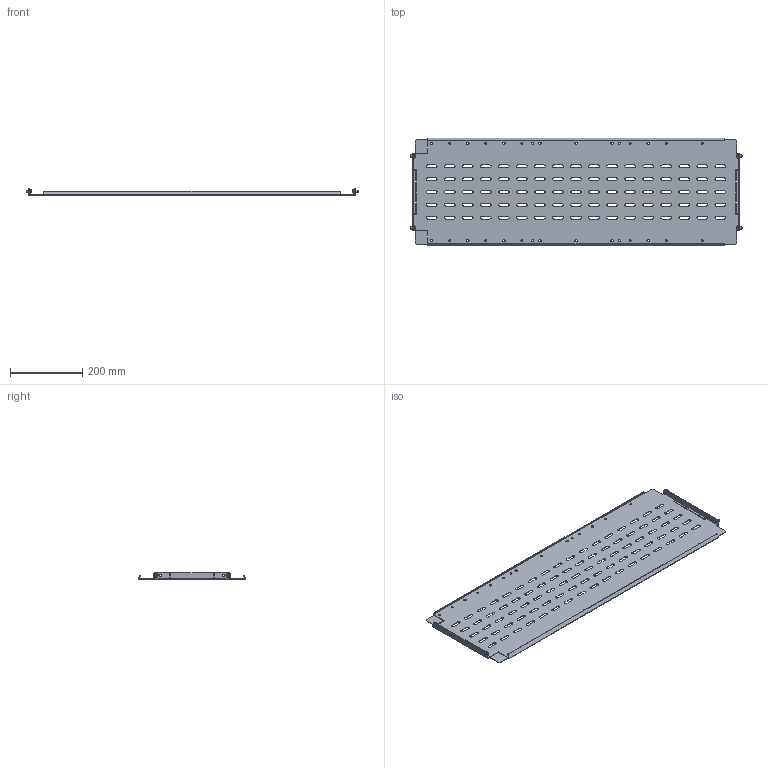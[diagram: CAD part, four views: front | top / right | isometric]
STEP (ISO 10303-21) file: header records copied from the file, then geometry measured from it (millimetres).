
FILE_DESCRIPTION (( 'STEP AP203' ), '1' );
FILE_NAME ('FO-00-SWV-030-100 FORMAT Ïåðåãîðîäêà ñåêöèîíèðîâàíèÿ âåðòèêàëüíàÿ 300õ1000 IEK.STEP', '2025-01-20T08:51:48', ( '' ), ( '' ), 'SwSTEP 2.0', 'SolidWorks 2022', '' );
FILE_SCHEMA (( 'CONFIG_CONTROL_DESIGN' ));
Length unit declared in the file: millimetre
Products named in the file (1): FO-00-SWV-030-100 FORMAT Перегородка секционирования вертикальная 300х1000 IEK
Bounding box: 920.9 x 298.93 x 17.5 mm (x, y, z)
Volume: 411053.5 mm3; surface area: 560914 mm2
Topology: 1 solids, 1 shells, 668 faces, 1942 edges, 1284 vertices
Faces by surface type: cylinder 322, plane 314, cone 16, torus 16
Entity records: 22831 total; most frequent: DIRECTION 3972, CARTESIAN_POINT 3895, ORIENTED_EDGE 3884, EDGE_CURVE 1942, AXIS2_PLACEMENT_3D 1361, VERTEX_POINT 1284, LINE 1250, VECTOR 1250
